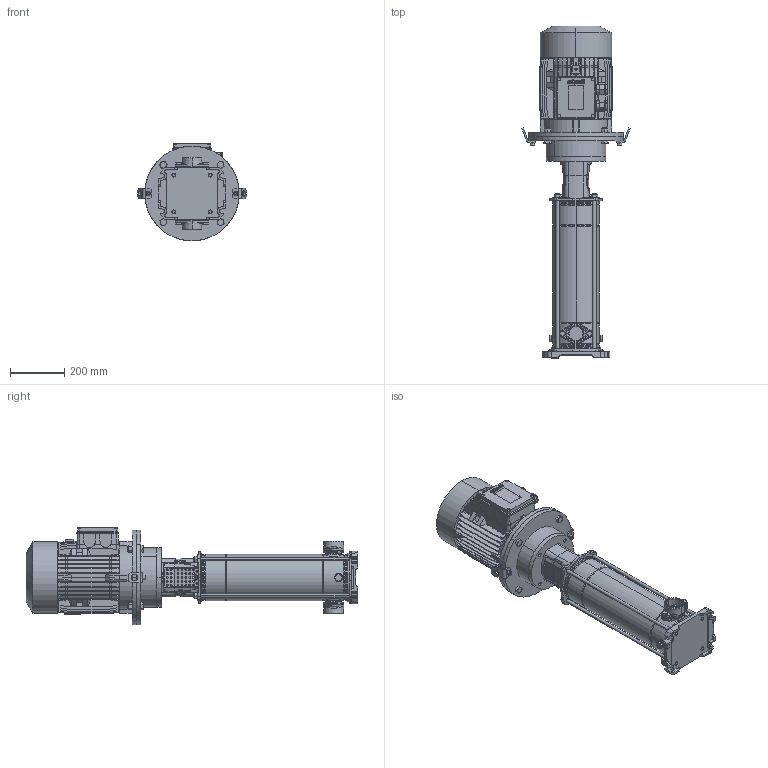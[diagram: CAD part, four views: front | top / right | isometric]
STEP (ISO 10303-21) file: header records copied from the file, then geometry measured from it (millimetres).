
FILE_DESCRIPTION (( 'STEP AP214' ), '1' );
FILE_NAME ('10010411swa01.step', '2021-09-21T15:10:34', ( '' ), ( '' ), 'SwSTEP 2.0', 'SolidWorks 2020', '' );
FILE_SCHEMA (( 'AUTOMOTIVE_DESIGN' ));
Length unit declared in the file: millimetre
Products named in the file (22): 10010345swa01; 10000023swn00_M16x50 6.8 ZINCATA; 10000007swn00_M16 õ; 10007568swp00_M132 B5-De350; 4.92.226swp02; 10010411swa01; 10007572swp00_132M; 3.92.280swp01_2008 Sempl.; 10000016swn00_M12x25 8.8; 4.92.228swp01_AISI 304; 10007431swp00_Falngia mot. 160; 4.92.223swp01_M14 X 597; 10000006swn00_M14 A2-70; 3.92.270swp01_3.92.270 Semplificato; 10007576swa00_M132M; 10000033swn00_M10x14 A2; 3.92.248swp01_3_92_248_Sempl.; 3.92.244swp01_Semplificato; 10008798swn00_OR3243 - 61.6x2.62 - EPDM; 10007670swn00_M32x1.5; 4.92.211swp01; 4.92.204swp01_VERSIONE MACCHINA UTENSILE
Assembly tree (43 placements, depth 3):
  10010411swa01
    10007576swa00_M132M
      10007568swp00_M132 B5-De350
      10007572swp00_132M
      10007670swn00_M32x1.5  x2
    10010345swa01
      3.92.244swp01_Semplificato
      3.92.280swp01_2008 Sempl.
      3.92.248swp01_3_92_248_Sempl.
      4.92.223swp01_M14 X 597  x4
      10007431swp00_Falngia mot. 160
      10000006swn00_M14 A2-70  x4
      3.92.270swp01_3.92.270 Semplificato
      4.92.204swp01_VERSIONE MACCHINA UTENSILE  x2
      4.92.226swp02  x2
      4.92.211swp01  x2
      10000033swn00_M10x14 A2  x2
      10008798swn00_OR3243 - 61.6x2.62 - EPDM  x2
      4.92.228swp01_AISI 304  x2
      10000016swn00_M12x25 8.8  x4
    10000023swn00_M16x50 6.8 ZINCATA  x4
    10000007swn00_M16 õ  x4
Bounding box: 399.62 x 1228.1 x 361.2 mm (x, y, z)
Volume: 40412792.9 mm3; surface area: 2534032.7 mm2
Topology: 50 solids, 54 shells, 3717 faces, 9457 edges, 5988 vertices
Faces by surface type: plane 1642, cylinder 797, cone 771, bspline 352, torus 155
Entity records: 100498 total; most frequent: CARTESIAN_POINT 28687, ORIENTED_EDGE 14924, DIRECTION 13693, EDGE_CURVE 7462, VERTEX_POINT 4796, AXIS2_PLACEMENT_3D 4777, VECTOR 4139, LINE 4139
